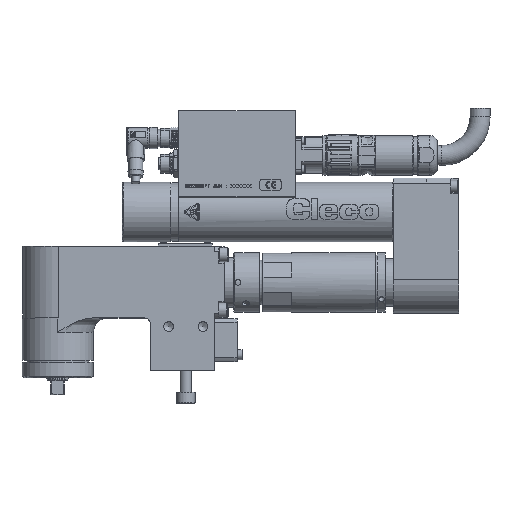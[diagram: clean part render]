
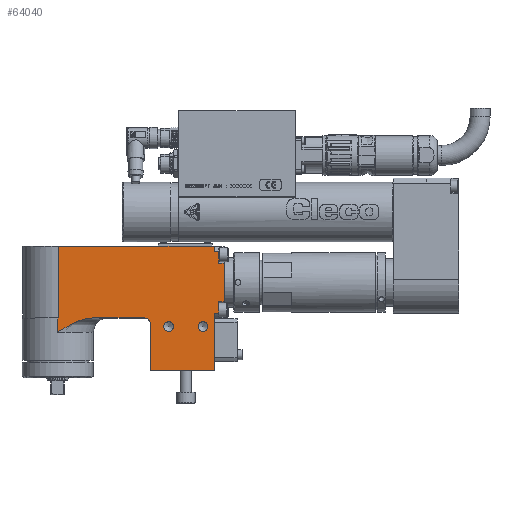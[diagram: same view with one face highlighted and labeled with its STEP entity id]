
A CAD part, top view. The second image highlights one B-rep face of the part: STEP entity #64040.
In plain terms, the highlighted planar face has unit normal (0, 0, 1).
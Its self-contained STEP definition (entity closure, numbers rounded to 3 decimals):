
#538=FACE_BOUND('',#9086,.T.);
#539=FACE_BOUND('',#9087,.T.);
#1492=PLANE('',#68774);
#5527=FACE_OUTER_BOUND('',#9085,.T.);
#9085=EDGE_LOOP('',(#47741,#47742,#47743,#47744,#47745,#47746,#47747,#47748,
#47749,#47750,#47751,#47752,#47753,#47754,#47755,#47756,#47757,#47758));
#9086=EDGE_LOOP('',(#47759,#47760));
#9087=EDGE_LOOP('',(#47761,#47762));
#12394=CIRCLE('',#67603,0.34);
#12395=CIRCLE('',#67604,0.34);
#12398=CIRCLE('',#67609,0.34);
#12399=CIRCLE('',#67610,0.34);
#12672=CIRCLE('',#68136,0.4);
#14514=B_SPLINE_CURVE_WITH_KNOTS('',3,(#99761,#99762,#99763,#99764,#99765,
#99766,#99767,#99768,#99769,#99770),.UNSPECIFIED.,.F.,.F.,(4,2,2,2,4),(-8.473,
-7.684,-6.895,-6.423,-5.95),
 .UNSPECIFIED.);
#14528=B_SPLINE_CURVE_WITH_KNOTS('',3,(#101853,#101854,#101855,#101856,
#101857,#101858),.UNSPECIFIED.,.F.,.F.,(4,1,1,4),(0.,0.333,0.667,
0.999),.UNSPECIFIED.);
#16602=LINE('',#99716,#22019);
#16608=LINE('',#99727,#22025);
#16611=LINE('',#99739,#22028);
#16614=LINE('',#99778,#22031);
#16883=LINE('',#101660,#22300);
#16885=LINE('',#101666,#22302);
#16889=LINE('',#101672,#22306);
#16931=LINE('',#101799,#22348);
#16934=LINE('',#101804,#22351);
#16937=LINE('',#101810,#22354);
#16939=LINE('',#101817,#22356);
#16941=LINE('',#101821,#22358);
#16950=LINE('',#101847,#22367);
#16951=LINE('',#101850,#22368);
#16952=LINE('',#101852,#22369);
#22019=VECTOR('',#76114,4.5);
#22025=VECTOR('',#76122,3.3);
#22028=VECTOR('',#76135,3.651);
#22031=VECTOR('',#76156,1.);
#22300=VECTOR('',#77565,0.3);
#22302=VECTOR('',#77571,0.804);
#22306=VECTOR('',#77577,0.4);
#22348=VECTOR('',#77701,2.7);
#22351=VECTOR('',#77706,0.4);
#22354=VECTOR('',#77711,0.804);
#22356=VECTOR('',#77719,0.3);
#22358=VECTOR('',#77725,4.046);
#22367=VECTOR('',#77744,0.396);
#22368=VECTOR('',#77747,10.95);
#22369=VECTOR('',#77748,5.05);
#27523=VERTEX_POINT('',#96084);
#27524=VERTEX_POINT('',#96086);
#27528=VERTEX_POINT('',#96097);
#27529=VERTEX_POINT('',#96099);
#27986=VERTEX_POINT('',#99714);
#27987=VERTEX_POINT('',#99715);
#27990=VERTEX_POINT('',#99723);
#27992=VERTEX_POINT('',#99729);
#27994=VERTEX_POINT('',#99735);
#27996=VERTEX_POINT('',#99741);
#28000=VERTEX_POINT('',#99749);
#28414=VERTEX_POINT('',#101657);
#28415=VERTEX_POINT('',#101659);
#28417=VERTEX_POINT('',#101665);
#28418=VERTEX_POINT('',#101670);
#28462=VERTEX_POINT('',#101798);
#28463=VERTEX_POINT('',#101803);
#28465=VERTEX_POINT('',#101809);
#28466=VERTEX_POINT('',#101813);
#28473=VERTEX_POINT('',#101845);
#28474=VERTEX_POINT('',#101849);
#28475=VERTEX_POINT('',#101851);
#34331=EDGE_CURVE('',#27523,#27524,#12394,.T.);
#34332=EDGE_CURVE('',#27524,#27523,#12395,.T.);
#34337=EDGE_CURVE('',#27528,#27529,#12398,.T.);
#34338=EDGE_CURVE('',#27529,#27528,#12399,.T.);
#35005=EDGE_CURVE('',#27986,#27987,#16602,.T.);
#35011=EDGE_CURVE('',#27990,#27987,#16608,.T.);
#35014=EDGE_CURVE('',#27992,#27990,#12672,.T.);
#35017=EDGE_CURVE('',#27992,#27994,#16611,.T.);
#35023=EDGE_CURVE('',#28000,#27994,#14514,.T.);
#35028=EDGE_CURVE('',#28000,#27996,#16614,.T.);
#35669=EDGE_CURVE('',#28414,#28415,#16883,.T.);
#35672=EDGE_CURVE('',#28415,#28417,#16885,.T.);
#35676=EDGE_CURVE('',#28418,#28417,#16889,.T.);
#35737=EDGE_CURVE('',#28418,#28462,#16931,.T.);
#35740=EDGE_CURVE('',#28463,#28462,#16934,.T.);
#35743=EDGE_CURVE('',#28463,#28465,#16937,.T.);
#35747=EDGE_CURVE('',#28466,#28465,#16939,.T.);
#35749=EDGE_CURVE('',#27986,#28466,#16941,.T.);
#35760=EDGE_CURVE('',#28414,#28473,#16950,.T.);
#35761=EDGE_CURVE('',#28473,#28474,#16951,.T.);
#35762=EDGE_CURVE('',#28474,#28475,#16952,.T.);
#35763=EDGE_CURVE('',#28475,#27996,#14528,.T.);
#47741=ORIENTED_EDGE('',*,*,#35760,.T.);
#47742=ORIENTED_EDGE('',*,*,#35761,.T.);
#47743=ORIENTED_EDGE('',*,*,#35762,.T.);
#47744=ORIENTED_EDGE('',*,*,#35763,.T.);
#47745=ORIENTED_EDGE('',*,*,#35028,.F.);
#47746=ORIENTED_EDGE('',*,*,#35023,.T.);
#47747=ORIENTED_EDGE('',*,*,#35017,.F.);
#47748=ORIENTED_EDGE('',*,*,#35014,.T.);
#47749=ORIENTED_EDGE('',*,*,#35011,.T.);
#47750=ORIENTED_EDGE('',*,*,#35005,.F.);
#47751=ORIENTED_EDGE('',*,*,#35749,.T.);
#47752=ORIENTED_EDGE('',*,*,#35747,.T.);
#47753=ORIENTED_EDGE('',*,*,#35743,.F.);
#47754=ORIENTED_EDGE('',*,*,#35740,.T.);
#47755=ORIENTED_EDGE('',*,*,#35737,.F.);
#47756=ORIENTED_EDGE('',*,*,#35676,.T.);
#47757=ORIENTED_EDGE('',*,*,#35672,.F.);
#47758=ORIENTED_EDGE('',*,*,#35669,.F.);
#47759=ORIENTED_EDGE('',*,*,#34338,.F.);
#47760=ORIENTED_EDGE('',*,*,#34337,.F.);
#47761=ORIENTED_EDGE('',*,*,#34332,.F.);
#47762=ORIENTED_EDGE('',*,*,#34331,.F.);
#64040=ADVANCED_FACE('',(#5527,#538,#539),#1492,.T.);
#67603=AXIS2_PLACEMENT_3D('',#96087,#74758,#74759);
#67604=AXIS2_PLACEMENT_3D('',#96088,#74760,#74761);
#67609=AXIS2_PLACEMENT_3D('',#96100,#74772,#74773);
#67610=AXIS2_PLACEMENT_3D('',#96101,#74774,#74775);
#68136=AXIS2_PLACEMENT_3D('',#99733,#76128,#76129);
#68774=AXIS2_PLACEMENT_3D('',#101848,#77745,#77746);
#74758=DIRECTION('center_axis',(0.,0.,
1.));
#74759=DIRECTION('ref_axis',(1.,0.,0.));
#74760=DIRECTION('center_axis',(0.,0.,
1.));
#74761=DIRECTION('ref_axis',(1.,0.,0.));
#74772=DIRECTION('center_axis',(0.,0.,
1.));
#74773=DIRECTION('ref_axis',(1.,0.,0.));
#74774=DIRECTION('center_axis',(0.,0.,
1.));
#74775=DIRECTION('ref_axis',(1.,0.,0.));
#76114=DIRECTION('',(-1.,0.,0.));
#76122=DIRECTION('',(0.,-1.,0.));
#76128=DIRECTION('center_axis',(0.,0.,
-1.));
#76129=DIRECTION('ref_axis',(0.,1.,0.));
#76135=DIRECTION('',(-1.,0.,0.));
#76156=DIRECTION('',(0.,1.,0.));
#77565=DIRECTION('',(1.,0.,0.));
#77571=DIRECTION('',(0.,-1.,0.));
#77577=DIRECTION('',(-1.,0.,0.));
#77701=DIRECTION('',(0.,-1.,0.));
#77706=DIRECTION('',(1.,0.,0.));
#77711=DIRECTION('',(0.,-1.,0.));
#77719=DIRECTION('',(1.,0.,0.));
#77725=DIRECTION('',(0.,1.,0.));
#77744=DIRECTION('',(0.,1.,0.));
#77745=DIRECTION('center_axis',(0.,0.,
1.));
#77746=DIRECTION('ref_axis',(-1.,0.,0.));
#77747=DIRECTION('',(-1.,0.,0.));
#77748=DIRECTION('',(0.,-1.,0.));
#96084=CARTESIAN_POINT('',(-1.24,-3.1,2.5));
#96086=CARTESIAN_POINT('',(-0.56,-3.1,2.5));
#96087=CARTESIAN_POINT('Origin',(-0.9,-3.1,2.5));
#96088=CARTESIAN_POINT('Origin',(-0.9,-3.1,2.5));
#96097=CARTESIAN_POINT('',(1.16,-3.1,2.5));
#96099=CARTESIAN_POINT('',(1.84,-3.1,2.5));
#96100=CARTESIAN_POINT('Origin',(1.5,-3.1,2.5));
#96101=CARTESIAN_POINT('Origin',(1.5,-3.1,2.5));
#99714=CARTESIAN_POINT('',(2.3,-6.2,2.5));
#99715=CARTESIAN_POINT('',(-2.2,-6.2,2.5));
#99716=CARTESIAN_POINT('',(2.3,-6.2,2.5));
#99723=CARTESIAN_POINT('',(-2.2,-2.9,2.5));
#99727=CARTESIAN_POINT('',(-2.2,-2.9,2.5));
#99729=CARTESIAN_POINT('',(-2.6,-2.5,2.5));
#99733=CARTESIAN_POINT('Origin',(-2.6,-2.9,2.5));
#99735=CARTESIAN_POINT('',(-6.251,-2.5,2.5));
#99739=CARTESIAN_POINT('',(-2.6,-2.5,2.5));
#99741=CARTESIAN_POINT('',(-8.7,-2.5,2.5));
#99749=CARTESIAN_POINT('',(-8.7,-3.5,2.5));
#99761=CARTESIAN_POINT('Ctrl Pts',(-8.7,-3.5,2.5));
#99762=CARTESIAN_POINT('Ctrl Pts',(-8.478,-3.359,
2.5));
#99763=CARTESIAN_POINT('Ctrl Pts',(-8.233,-3.204,
2.5));
#99764=CARTESIAN_POINT('Ctrl Pts',(-7.732,-2.92,
2.5));
#99765=CARTESIAN_POINT('Ctrl Pts',(-7.473,-2.792,
2.5));
#99766=CARTESIAN_POINT('Ctrl Pts',(-7.08,-2.643,
2.5));
#99767=CARTESIAN_POINT('Ctrl Pts',(-6.915,-2.591,
2.5));
#99768=CARTESIAN_POINT('Ctrl Pts',(-6.579,-2.519,
2.5));
#99769=CARTESIAN_POINT('Ctrl Pts',(-6.408,-2.5,2.5));
#99770=CARTESIAN_POINT('Ctrl Pts',(-6.251,-2.5,2.5));
#99778=CARTESIAN_POINT('',(-8.7,-3.5,2.5));
#101657=CARTESIAN_POINT('',(2.3,2.154,2.5));
#101659=CARTESIAN_POINT('',(2.6,2.154,2.5));
#101660=CARTESIAN_POINT('',(2.3,2.154,2.5));
#101665=CARTESIAN_POINT('',(2.6,1.35,2.5));
#101666=CARTESIAN_POINT('',(2.6,2.154,2.5));
#101670=CARTESIAN_POINT('',(3.,1.35,2.5));
#101672=CARTESIAN_POINT('',(3.,1.35,2.5));
#101798=CARTESIAN_POINT('',(3.,-1.35,2.5));
#101799=CARTESIAN_POINT('',(3.,1.35,2.5));
#101803=CARTESIAN_POINT('',(2.6,-1.35,2.5));
#101804=CARTESIAN_POINT('',(2.6,-1.35,2.5));
#101809=CARTESIAN_POINT('',(2.6,-2.154,2.5));
#101810=CARTESIAN_POINT('',(2.6,-1.35,2.5));
#101813=CARTESIAN_POINT('',(2.3,-2.154,2.5));
#101817=CARTESIAN_POINT('',(2.3,-2.154,2.5));
#101821=CARTESIAN_POINT('',(2.3,-6.2,2.5));
#101845=CARTESIAN_POINT('',(2.3,2.55,2.5));
#101847=CARTESIAN_POINT('',(2.3,2.154,2.5));
#101848=CARTESIAN_POINT('Origin',(2.3,2.55,2.5));
#101849=CARTESIAN_POINT('',(-8.65,2.55,2.5));
#101850=CARTESIAN_POINT('',(2.3,2.55,2.5));
#101851=CARTESIAN_POINT('',(-8.65,-2.5,2.5));
#101852=CARTESIAN_POINT('',(-8.65,2.55,2.5));
#101853=CARTESIAN_POINT('Ctrl Pts',(-8.65,-2.5,2.5));
#101854=CARTESIAN_POINT('Ctrl Pts',(-8.656,-2.5,2.5));
#101855=CARTESIAN_POINT('Ctrl Pts',(-8.667,-2.5,2.5));
#101856=CARTESIAN_POINT('Ctrl Pts',(-8.683,-2.5,2.5));
#101857=CARTESIAN_POINT('Ctrl Pts',(-8.694,-2.5,2.5));
#101858=CARTESIAN_POINT('Ctrl Pts',(-8.7,-2.5,2.5));
